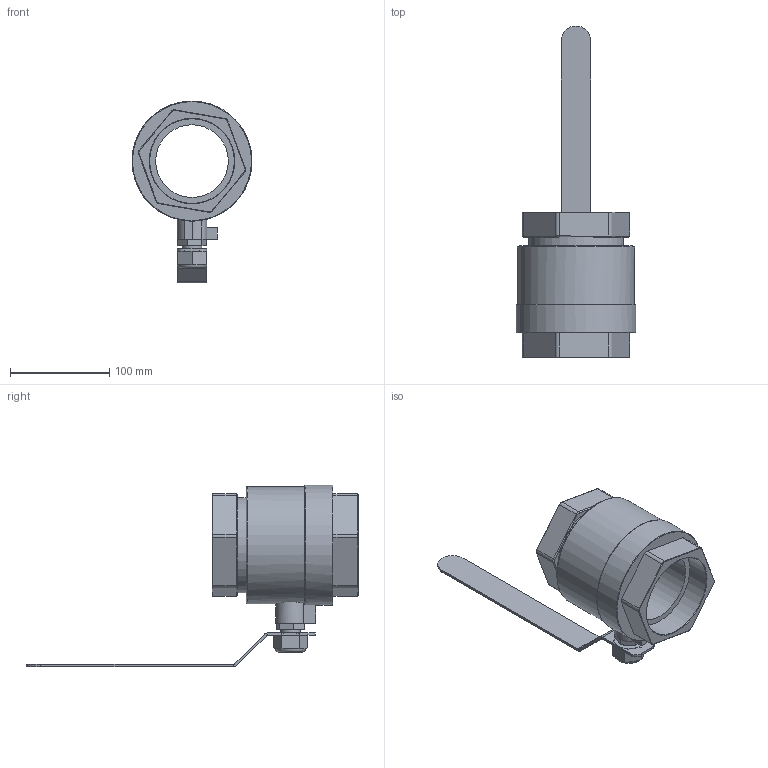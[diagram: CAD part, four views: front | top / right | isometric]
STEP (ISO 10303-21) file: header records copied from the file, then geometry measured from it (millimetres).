
FILE_DESCRIPTION(/* description */ (''),/* implementation_level */ '2;1');
FILE_NAME(/* name */ '1050 3_ Muf_Muf.step',/* time_stamp */ '2018-06-06T12:36:05+02:00',/* author */ ('mr84N69'),/* organization */ (''),/* preprocessor_version */ 'ST-DEVELOPER v17',/* originating_system */ 'Autodesk Translation Framework v7.1.0.215',/* authorisation */ '');
FILE_SCHEMA (('AUTOMOTIVE_DESIGN { 1 0 10303 214 3 1 1 }'));
Length unit declared in the file: millimetre
Products named in the file (4): 1050 3" Muf/Muf; Component1; Håndtag 3"- 4"; 94645A270
Assembly tree (3 placements, depth 2):
  1050 3" Muf/Muf
    Component1
    Håndtag 3"- 4"
    94645A270
Bounding box: 121 x 334.82 x 183.32 mm (x, y, z)
Volume: 807429 mm3; surface area: 139676 mm2
Topology: 5 solids, 5 shells, 219 faces, 538 edges, 334 vertices
Faces by surface type: plane 103, cylinder 60, cone 44, torus 12
Full cylindrical faces by diameter (mm): 17.586 x1, 17.801 x6, 20 x7, 20.46 x1, 73.2 x2, 85.3 x2, 95.8 x1, 118 x1, 121 x1
Entity records: 8340 total; most frequent: CARTESIAN_POINT 3024, DIRECTION 1136, ORIENTED_EDGE 1076, EDGE_CURVE 538, AXIS2_PLACEMENT_3D 436, VERTEX_POINT 334, LINE 264, VECTOR 264
